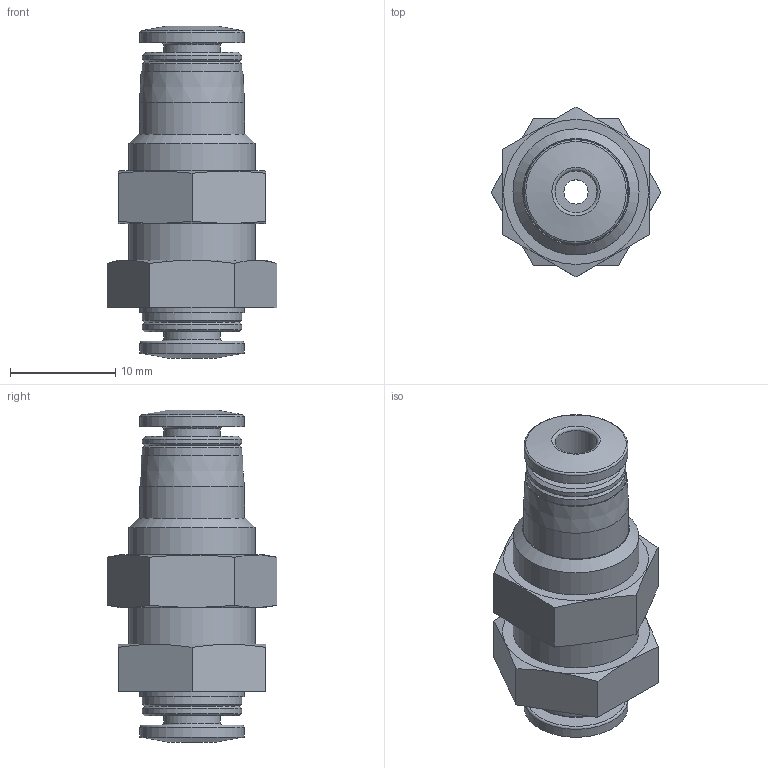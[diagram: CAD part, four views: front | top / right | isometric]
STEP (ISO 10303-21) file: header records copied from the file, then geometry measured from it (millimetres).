
FILE_DESCRIPTION(/* description */ ('STEP AP214'),/* implementation_level */ '2;1');
FILE_NAME(/* name */ '133100_NPQP-H-Q4-E-FD',/* time_stamp */ '2024-09-13T07:29:39+02:00',/* author */ ('License CC BY-ND 4.0'),/* organization */ ('CADENAS'),/* preprocessor_version */ 'ST-DEVELOPER v19.3',/* originating_system */ 'PARTsolutions',/* authorisation */ ' ');
FILE_SCHEMA (('AUTOMOTIVE_DESIGN {1 0 10303 214 3 1 1}'));
Length unit declared in the file: millimetre
Products named in the file (3): 133100 NPQP-H-Q4-E-FD; 132548 NPQP-H-Q4-E -1; Flachmutter M12X1.5-5-14
Assembly tree (2 placements, depth 2):
  133100 NPQP-H-Q4-E-FD
    132548 NPQP-H-Q4-E -1
    Flachmutter M12X1.5-5-14
Bounding box: 16.17 x 16.17 x 31.6 mm (x, y, z)
Volume: 3069.9 mm3; surface area: 2811.4 mm2
Topology: 2 solids, 3 shells, 70 faces, 142 edges, 85 vertices
Faces by surface type: plane 25, cone 22, cylinder 17, torus 6
Full cylindrical faces by diameter (mm): 2.3 x1, 4 x2, 5.4 x2, 8 x1, 9 x1, 9.5 x4, 9.9 x2, 10 x2, 10.376 x1, 12 x1
Entity records: 1692 total; most frequent: CARTESIAN_POINT 335, DIRECTION 276, ORIENTED_EDGE 196, AXIS2_PLACEMENT_3D 129, EDGE_LOOP 122, FACE_BOUND 122, EDGE_CURVE 98, VERTEX_POINT 80
